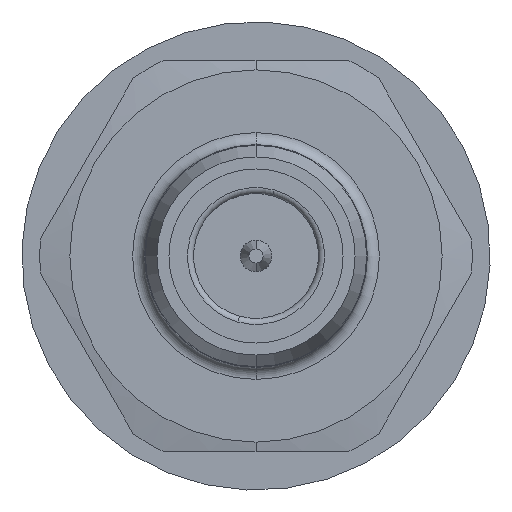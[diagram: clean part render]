
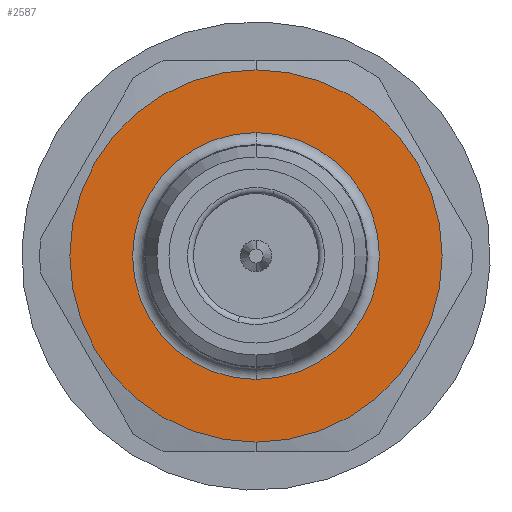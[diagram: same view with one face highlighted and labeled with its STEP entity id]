
A CAD part, left-side view. The second image highlights one B-rep face of the part: STEP entity #2587.
In plain terms, the highlighted planar face has unit normal (-1, 0, 0).
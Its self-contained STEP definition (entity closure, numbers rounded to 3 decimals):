
#80 = CARTESIAN_POINT ( 'NONE',  ( 6.4, 0., -3.1 ) ) ;
#431 = DIRECTION ( 'NONE',  ( 0., 0., -1. ) ) ;
#1001 = FACE_BOUND ( 'NONE', #8598, .T. ) ;
#1070 = AXIS2_PLACEMENT_3D ( 'NONE', #10616, #4191, #11695 ) ;
#1441 = DIRECTION ( 'NONE',  ( 1., 0., 0. ) ) ;
#1714 = CARTESIAN_POINT ( 'NONE',  ( 6.4, 0., 0. ) ) ;
#2238 = AXIS2_PLACEMENT_3D ( 'NONE', #1714, #9227, #2805 ) ;
#2378 = CIRCLE ( 'NONE', #2238, 2.055 ) ;
#2587 = ADVANCED_FACE ( 'NONE', ( #6695, #1001 ), #5414, .F. ) ;
#2805 = DIRECTION ( 'NONE',  ( 0., 0., -1. ) ) ;
#2845 = CARTESIAN_POINT ( 'NONE',  ( 6.4, 0., 3.1 ) ) ;
#4191 = DIRECTION ( 'NONE',  ( -1., 0., 0. ) ) ;
#4383 = CARTESIAN_POINT ( 'NONE',  ( 6.4, 1.855, 0. ) ) ;
#4769 = AXIS2_PLACEMENT_3D ( 'NONE', #13290, #6860, #431 ) ;
#4960 = EDGE_CURVE ( 'NONE', #8693, #9170, #12367, .T. ) ;
#5414 = PLANE ( 'NONE',  #11080 ) ;
#5453 = DIRECTION ( 'NONE',  ( 0., 0., -1. ) ) ;
#6695 = FACE_OUTER_BOUND ( 'NONE', #10144, .T. ) ;
#6791 = VERTEX_POINT ( 'NONE', #13815 ) ;
#6860 = DIRECTION ( 'NONE',  ( -1., 0., 0. ) ) ;
#7855 = CARTESIAN_POINT ( 'NONE',  ( 6.4, 0., 0. ) ) ;
#7954 = AXIS2_PLACEMENT_3D ( 'NONE', #7855, #1441, #8949 ) ;
#8452 = EDGE_CURVE ( 'NONE', #9170, #8693, #9799, .T. ) ;
#8598 = EDGE_LOOP ( 'NONE', ( #12279, #12665 ) ) ;
#8693 = VERTEX_POINT ( 'NONE', #80 ) ;
#8949 = DIRECTION ( 'NONE',  ( 0., 0., -1. ) ) ;
#9085 = EDGE_CURVE ( 'NONE', #6791, #9700, #2378, .T. ) ;
#9170 = VERTEX_POINT ( 'NONE', #2845 ) ;
#9227 = DIRECTION ( 'NONE',  ( 1., 0., 0. ) ) ;
#9377 = CIRCLE ( 'NONE', #7954, 2.055 ) ;
#9700 = VERTEX_POINT ( 'NONE', #12035 ) ;
#9799 = CIRCLE ( 'NONE', #4769, 3.1 ) ;
#10144 = EDGE_LOOP ( 'NONE', ( #12951, #10729 ) ) ;
#10616 = CARTESIAN_POINT ( 'NONE',  ( 6.4, 0., 0. ) ) ;
#10729 = ORIENTED_EDGE ( 'NONE', *, *, #8452, .T. ) ;
#11080 = AXIS2_PLACEMENT_3D ( 'NONE', #4383, #11887, #5453 ) ;
#11695 = DIRECTION ( 'NONE',  ( 0., 0., -1. ) ) ;
#11876 = EDGE_CURVE ( 'NONE', #9700, #6791, #9377, .T. ) ;
#11887 = DIRECTION ( 'NONE',  ( 1., 0., 0. ) ) ;
#12035 = CARTESIAN_POINT ( 'NONE',  ( 6.4, 0., -2.055 ) ) ;
#12279 = ORIENTED_EDGE ( 'NONE', *, *, #11876, .T. ) ;
#12367 = CIRCLE ( 'NONE', #1070, 3.1 ) ;
#12665 = ORIENTED_EDGE ( 'NONE', *, *, #9085, .T. ) ;
#12951 = ORIENTED_EDGE ( 'NONE', *, *, #4960, .T. ) ;
#13290 = CARTESIAN_POINT ( 'NONE',  ( 6.4, 0., 0. ) ) ;
#13815 = CARTESIAN_POINT ( 'NONE',  ( 6.4, 0., 2.055 ) ) ;
